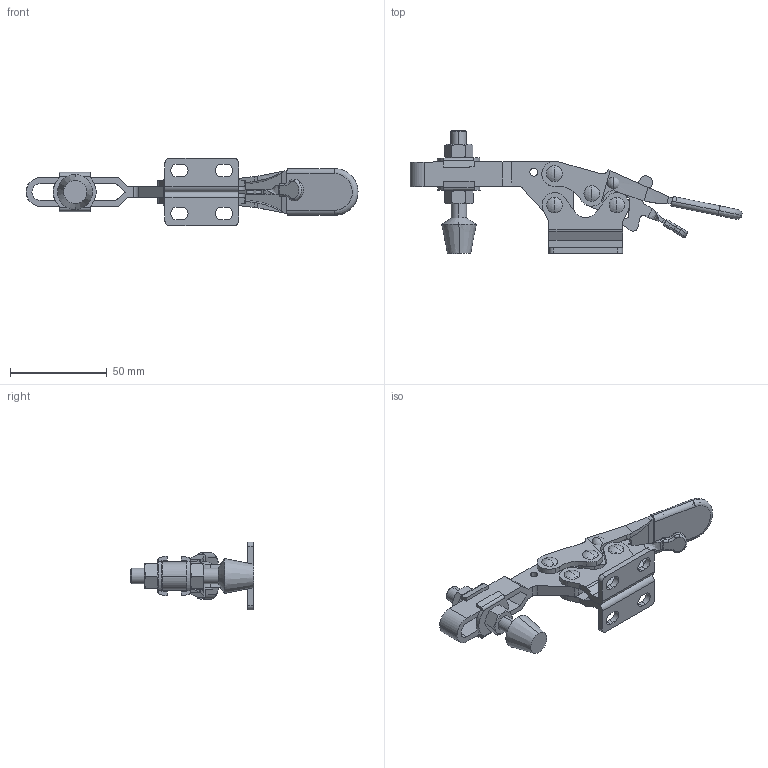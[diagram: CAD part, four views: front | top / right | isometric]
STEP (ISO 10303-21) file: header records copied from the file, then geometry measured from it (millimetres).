
FILE_DESCRIPTION (( 'STEP AP214' ), '1' );
FILE_NAME ('GH-225-DR.STEP', '2025-03-31T08:41:44', ( '' ), ( '' ), 'SwSTEP 2.0', 'SolidWorks 2016', '' );
FILE_SCHEMA (( 'AUTOMOTIVE_DESIGN' ));
Length unit declared in the file: millimetre
Products named in the file (14): 1225D01_for t2.0 lock; 瞎磁璃1; 1225D13; 1225DR02[lock]-2_3(t2.0)_左邊; GH-FC56212(63); 9130080^GH-225-DR-2; 5100516_GH-FW-516; GH-225-D 6.35-12; GH-FC-56212-; 1225DR05-2_2; 蔉扞1225D13; 1225D08; GH-225-DR; GH-225-D 6.35-12.2
Assembly tree (17 placements, depth 3):
  GH-225-DR
    1225D13
    1225D08
    1225D01_for t2.0 lock
    1225DR05-2_2
    蔉扞1225D13
    GH-225-D 6.35-12.2  x2
    GH-225-D 6.35-12  x2
    1225DR02[lock]-2_3(t2.0)_左邊
    9130080^GH-225-DR-2
    瞎磁璃1
      GH-FC56212(63)
      GH-FC-56212-  x2
      5100516_GH-FW-516  x2
Bounding box: 171.42 x 63.56 x 35 mm (x, y, z)
Volume: 30007.1 mm3; surface area: 31512.4 mm2
Topology: 17 solids, 21 shells, 423 faces, 1092 edges, 717 vertices
Faces by surface type: cylinder 191, plane 178, bspline 18, cone 14, torus 12, sphere 10
Entity records: 13863 total; most frequent: CARTESIAN_POINT 3517, DIRECTION 1948, ORIENTED_EDGE 1922, EDGE_CURVE 964, AXIS2_PLACEMENT_3D 721, VERTEX_POINT 631, VECTOR 506, LINE 506
